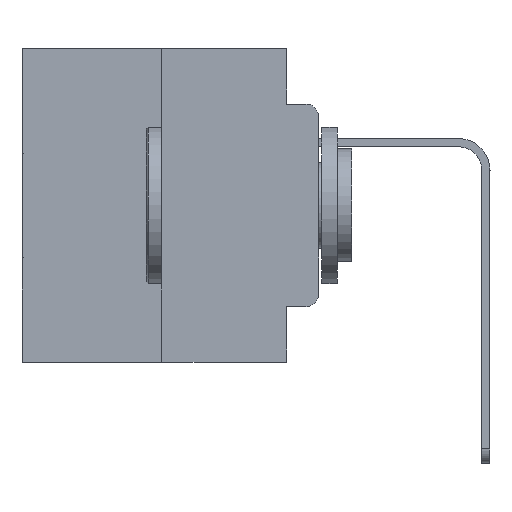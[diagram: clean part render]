
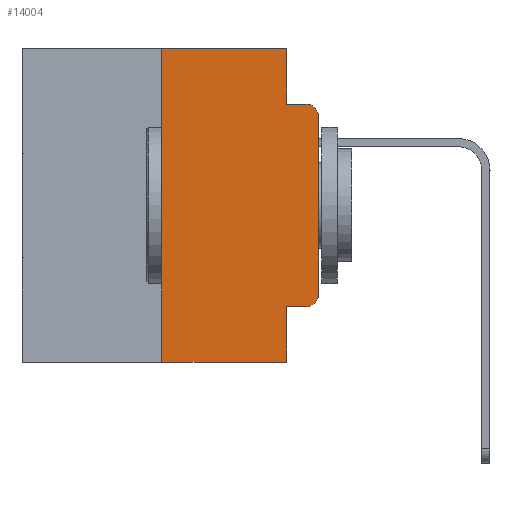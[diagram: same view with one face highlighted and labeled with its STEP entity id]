
A CAD part, left-side view. The second image highlights one B-rep face of the part: STEP entity #14004.
In plain terms, the highlighted planar face has unit normal (-1, 0, 0).
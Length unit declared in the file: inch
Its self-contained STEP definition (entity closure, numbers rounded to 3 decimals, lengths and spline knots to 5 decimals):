
#832 = DIRECTION ( 'NONE',  ( 0., 0., -1. ) ) ;
#998 = EDGE_CURVE ( 'NONE', #11213, #16763, #16241, .T. ) ;
#1408 = VERTEX_POINT ( 'NONE', #23349 ) ;
#1709 = DIRECTION ( 'NONE',  ( 0., 0., -1. ) ) ;
#1755 = ORIENTED_EDGE ( 'NONE', *, *, #19735, .F. ) ;
#2594 = CIRCLE ( 'NONE', #20931, 0.02 ) ;
#2608 = DIRECTION ( 'NONE',  ( 1., 0., 0. ) ) ;
#2857 = VERTEX_POINT ( 'NONE', #22063 ) ;
#3005 = VERTEX_POINT ( 'NONE', #5129 ) ;
#3138 = VECTOR ( 'NONE', #9357, 39.37008 ) ;
#5129 = CARTESIAN_POINT ( 'NONE',  ( 0., 0., -0.1085 ) ) ;
#5281 = EDGE_CURVE ( 'NONE', #10223, #17646, #12915, .T. ) ;
#5797 = LINE ( 'NONE', #7498, #22918 ) ;
#5841 = ORIENTED_EDGE ( 'NONE', *, *, #5281, .F. ) ;
#5902 = VECTOR ( 'NONE', #15565, 39.37008 ) ;
#6700 = EDGE_CURVE ( 'NONE', #21523, #2857, #10671, .T. ) ;
#6716 = CARTESIAN_POINT ( 'NONE',  ( 0., 0.051, 0. ) ) ;
#7141 = VECTOR ( 'NONE', #8672, 39.37008 ) ;
#7388 = DIRECTION ( 'NONE',  ( 0., 0., 1. ) ) ;
#7498 = CARTESIAN_POINT ( 'NONE',  ( 0., 0.051, 0. ) ) ;
#7870 = CARTESIAN_POINT ( 'NONE',  ( 0., 0.051, -0.5 ) ) ;
#8577 = CARTESIAN_POINT ( 'NONE',  ( 0., 0.051, -0.0885 ) ) ;
#8672 = DIRECTION ( 'NONE',  ( 0., -1., 0. ) ) ;
#9322 = ORIENTED_EDGE ( 'NONE', *, *, #25631, .F. ) ;
#9357 = DIRECTION ( 'NONE',  ( 0., -1., 0. ) ) ;
#9957 = LINE ( 'NONE', #24793, #3138 ) ;
#10223 = VERTEX_POINT ( 'NONE', #13348 ) ;
#10671 = LINE ( 'NONE', #10802, #5902 ) ;
#10802 = CARTESIAN_POINT ( 'NONE',  ( 0., 0.051, -0.4115 ) ) ;
#10855 = LINE ( 'NONE', #28306, #24585 ) ;
#10867 = CARTESIAN_POINT ( 'NONE',  ( 0., 0.02, -0.0885 ) ) ;
#10975 = DIRECTION ( 'NONE',  ( 0., 0., 1. ) ) ;
#11213 = VERTEX_POINT ( 'NONE', #12627 ) ;
#11655 = CARTESIAN_POINT ( 'NONE',  ( 0., 0.051, -0.4115 ) ) ;
#11766 = ORIENTED_EDGE ( 'NONE', *, *, #12295, .T. ) ;
#11792 = VECTOR ( 'NONE', #27311, 39.37008 ) ;
#12295 = EDGE_CURVE ( 'NONE', #2857, #20149, #21332, .T. ) ;
#12490 = VECTOR ( 'NONE', #18463, 39.37008 ) ;
#12627 = CARTESIAN_POINT ( 'NONE',  ( 0., 0.25, -0.5 ) ) ;
#12862 = LINE ( 'NONE', #18296, #22817 ) ;
#12915 = LINE ( 'NONE', #8577, #7141 ) ;
#13141 = CARTESIAN_POINT ( 'NONE',  ( 0., 0., -0.3915 ) ) ;
#13348 = CARTESIAN_POINT ( 'NONE',  ( 0., 0.051, -0.0885 ) ) ;
#14004 = ADVANCED_FACE ( 'NONE', ( #19852 ), #24431, .F. ) ;
#14018 = DIRECTION ( 'NONE',  ( -1., 0., 0. ) ) ;
#14770 = CARTESIAN_POINT ( 'NONE',  ( 0., 0.051, 0. ) ) ;
#15565 = DIRECTION ( 'NONE',  ( 0., -1., 0. ) ) ;
#15737 = EDGE_CURVE ( 'NONE', #20149, #3005, #10855, .T. ) ;
#16241 = LINE ( 'NONE', #25113, #11792 ) ;
#16763 = VERTEX_POINT ( 'NONE', #7870 ) ;
#17305 = LINE ( 'NONE', #6716, #12490 ) ;
#17476 = EDGE_LOOP ( 'NONE', ( #24336, #19542, #5841, #24393, #1755, #22368, #23278, #9322, #25181, #11766 ) ) ;
#17646 = VERTEX_POINT ( 'NONE', #10867 ) ;
#17911 = AXIS2_PLACEMENT_3D ( 'NONE', #19934, #2608, #22042 ) ;
#18296 = CARTESIAN_POINT ( 'NONE',  ( 0., 0.25, 0. ) ) ;
#18449 = CARTESIAN_POINT ( 'NONE',  ( 0., 0.02, -0.1085 ) ) ;
#18463 = DIRECTION ( 'NONE',  ( 0., 0., -1. ) ) ;
#19021 = CARTESIAN_POINT ( 'NONE',  ( 0., 0.02, -0.3915 ) ) ;
#19542 = ORIENTED_EDGE ( 'NONE', *, *, #22694, .T. ) ;
#19735 = EDGE_CURVE ( 'NONE', #1408, #20014, #9957, .T. ) ;
#19852 = FACE_OUTER_BOUND ( 'NONE', #17476, .T. ) ;
#19934 = CARTESIAN_POINT ( 'NONE',  ( 0., 0.473, 0. ) ) ;
#20014 = VERTEX_POINT ( 'NONE', #14770 ) ;
#20149 = VERTEX_POINT ( 'NONE', #13141 ) ;
#20931 = AXIS2_PLACEMENT_3D ( 'NONE', #18449, #14018, #832 ) ;
#21088 = EDGE_CURVE ( 'NONE', #20014, #10223, #5797, .T. ) ;
#21323 = DIRECTION ( 'NONE',  ( -1., 0., 0. ) ) ;
#21332 = CIRCLE ( 'NONE', #24512, 0.02 ) ;
#21523 = VERTEX_POINT ( 'NONE', #11655 ) ;
#22042 = DIRECTION ( 'NONE',  ( 0., 0., -1. ) ) ;
#22063 = CARTESIAN_POINT ( 'NONE',  ( 0., 0.02, -0.4115 ) ) ;
#22368 = ORIENTED_EDGE ( 'NONE', *, *, #25308, .F. ) ;
#22694 = EDGE_CURVE ( 'NONE', #3005, #17646, #2594, .T. ) ;
#22817 = VECTOR ( 'NONE', #7388, 39.37008 ) ;
#22918 = VECTOR ( 'NONE', #22999, 39.37008 ) ;
#22999 = DIRECTION ( 'NONE',  ( 0., 0., -1. ) ) ;
#23278 = ORIENTED_EDGE ( 'NONE', *, *, #998, .T. ) ;
#23349 = CARTESIAN_POINT ( 'NONE',  ( 0., 0.25, 0. ) ) ;
#24336 = ORIENTED_EDGE ( 'NONE', *, *, #15737, .T. ) ;
#24393 = ORIENTED_EDGE ( 'NONE', *, *, #21088, .F. ) ;
#24431 = PLANE ( 'NONE',  #17911 ) ;
#24512 = AXIS2_PLACEMENT_3D ( 'NONE', #19021, #21323, #1709 ) ;
#24585 = VECTOR ( 'NONE', #10975, 39.37008 ) ;
#24793 = CARTESIAN_POINT ( 'NONE',  ( 0., 0.473, 0. ) ) ;
#25113 = CARTESIAN_POINT ( 'NONE',  ( 0., 0.473, -0.5 ) ) ;
#25181 = ORIENTED_EDGE ( 'NONE', *, *, #6700, .T. ) ;
#25308 = EDGE_CURVE ( 'NONE', #11213, #1408, #12862, .T. ) ;
#25631 = EDGE_CURVE ( 'NONE', #21523, #16763, #17305, .T. ) ;
#27311 = DIRECTION ( 'NONE',  ( 0., -1., 0. ) ) ;
#28306 = CARTESIAN_POINT ( 'NONE',  ( 0., 0., 0. ) ) ;
